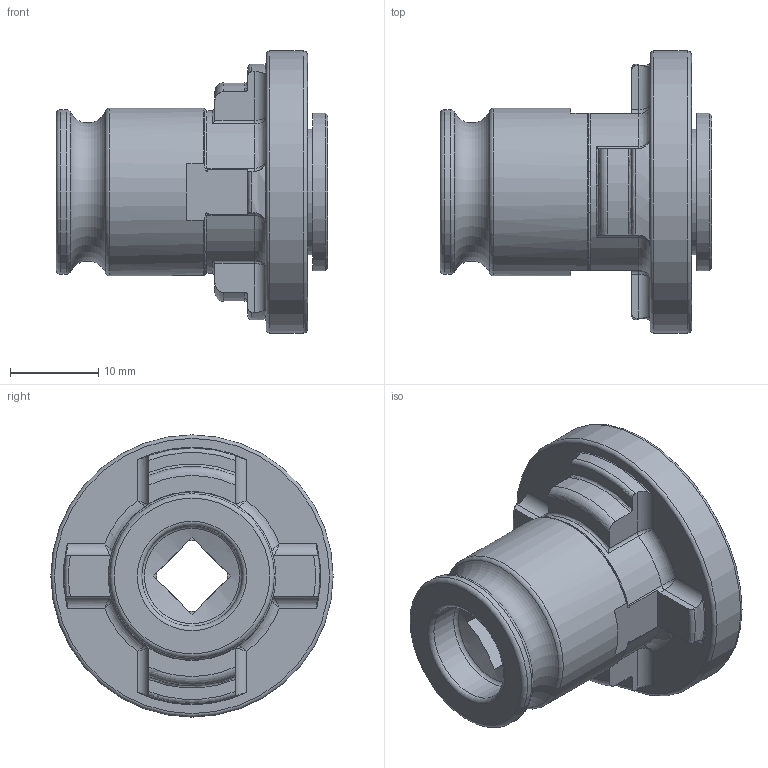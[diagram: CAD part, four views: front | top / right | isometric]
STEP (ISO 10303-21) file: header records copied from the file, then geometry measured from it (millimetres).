
FILE_DESCRIPTION (( 'STEP AP214' ), '1' );
FILE_NAME ('Go1.U08.K31.007.STEP', '2021-07-07T13:27:21', ( '' ), ( '' ), 'SwSTEP 2.0', 'SolidWorks 2017', '' );
FILE_SCHEMA (( 'AUTOMOTIVE_DESIGN' ));
Length unit declared in the file: millimetre
Products named in the file (1): Go1.U08.K31.007
Bounding box: 30.8 x 32 x 32 mm (x, y, z)
Volume: 8770.5 mm3; surface area: 5075.6 mm2
Topology: 1 solids, 1 shells, 114 faces, 283 edges, 168 vertices
Faces by surface type: plane 36, cylinder 34, torus 32, bspline 8, cone 3, sphere 1
Full cylindrical faces by diameter (mm): 2 x2, 8 x1, 11.4 x1, 14.2 x1, 17.9 x1, 18.65 x1, 19 x1, 22.8 x1, 32 x1
Entity records: 4837 total; most frequent: CARTESIAN_POINT 1313, ORIENTED_EDGE 496, DIRECTION 490, EDGE_CURVE 248, AXIS2_PLACEMENT_3D 203, VERTEX_POINT 164, EDGE_LOOP 144, FACE_OUTER_BOUND 135
